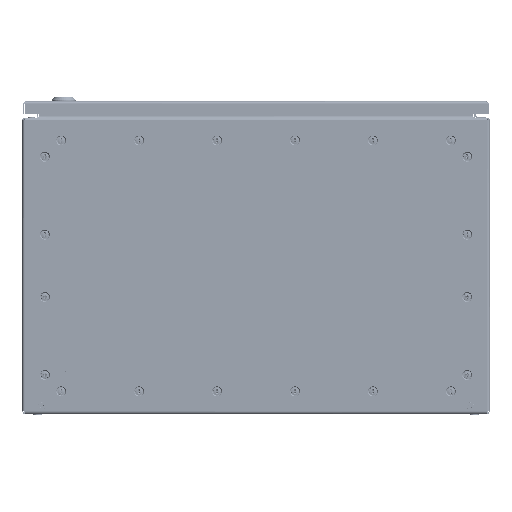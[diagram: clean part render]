
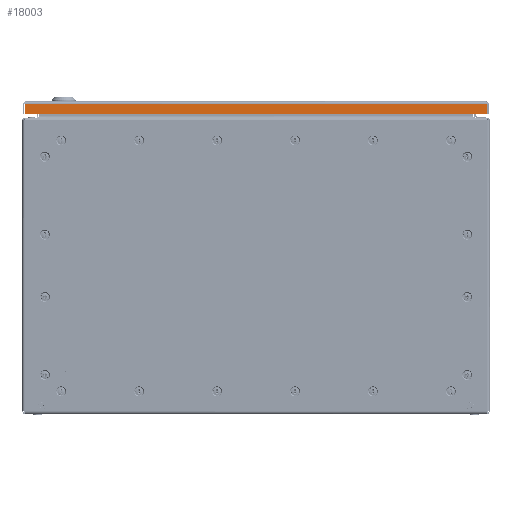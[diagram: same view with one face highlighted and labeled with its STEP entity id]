
A CAD part, front view. The second image highlights one B-rep face of the part: STEP entity #18003.
In plain terms, the highlighted planar face has unit normal (0, -1, 0).
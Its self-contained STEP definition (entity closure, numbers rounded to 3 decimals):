
#1272 = ORIENTED_EDGE ( 'NONE', *, *, #19855, .T. ) ;
#2986 = FACE_OUTER_BOUND ( 'NONE', #59457, .T. ) ;
#5045 = CARTESIAN_POINT ( 'NONE',  ( 296.746, -598., -3.4 ) ) ;
#7461 = CARTESIAN_POINT ( 'NONE',  ( -296.746, -598., -16.5 ) ) ;
#8386 = CARTESIAN_POINT ( 'NONE',  ( 298.5, -598., -3.4 ) ) ;
#14035 = AXIS2_PLACEMENT_3D ( 'NONE', #71197, #62588, #71604 ) ;
#18003 = ADVANCED_FACE ( 'NONE', ( #2986 ), #118268, .F. ) ;
#19855 = EDGE_CURVE ( 'NONE', #113096, #74459, #83212, .T. ) ;
#35731 = ORIENTED_EDGE ( 'NONE', *, *, #38290, .F. ) ;
#38290 = EDGE_CURVE ( 'NONE', #71998, #58114, #71526, .T. ) ;
#38646 = ORIENTED_EDGE ( 'NONE', *, *, #62605, .T. ) ;
#46867 = VECTOR ( 'NONE', #113991, 1000. ) ;
#50956 = VECTOR ( 'NONE', #63492, 1000. ) ;
#51170 = DIRECTION ( 'NONE',  ( 0., 0., -1. ) ) ;
#58114 = VERTEX_POINT ( 'NONE', #5045 ) ;
#59457 = EDGE_LOOP ( 'NONE', ( #117372, #35731, #38646, #1272 ) ) ;
#62588 = DIRECTION ( 'NONE',  ( 0., 1., 0. ) ) ;
#62605 = EDGE_CURVE ( 'NONE', #71998, #113096, #101155, .T. ) ;
#63492 = DIRECTION ( 'NONE',  ( 1., 0., 0. ) ) ;
#64041 = CARTESIAN_POINT ( 'NONE',  ( -296.746, -598., -3.4 ) ) ;
#71197 = CARTESIAN_POINT ( 'NONE',  ( 0., -598., 0. ) ) ;
#71526 = LINE ( 'NONE', #8386, #50956 ) ;
#71604 = DIRECTION ( 'NONE',  ( 0., 0., 1. ) ) ;
#71998 = VERTEX_POINT ( 'NONE', #64041 ) ;
#74026 = EDGE_CURVE ( 'NONE', #58114, #74459, #99578, .T. ) ;
#74459 = VERTEX_POINT ( 'NONE', #86371 ) ;
#82151 = VECTOR ( 'NONE', #51170, 1000. ) ;
#83212 = LINE ( 'NONE', #100982, #119914 ) ;
#86371 = CARTESIAN_POINT ( 'NONE',  ( 296.746, -598., -16.5 ) ) ;
#86922 = CARTESIAN_POINT ( 'NONE',  ( 296.746, -598., -1.4 ) ) ;
#99578 = LINE ( 'NONE', #86922, #46867 ) ;
#100982 = CARTESIAN_POINT ( 'NONE',  ( 0., -598., -16.5 ) ) ;
#101155 = LINE ( 'NONE', #117487, #82151 ) ;
#101372 = DIRECTION ( 'NONE',  ( 1., 0., 0. ) ) ;
#113096 = VERTEX_POINT ( 'NONE', #7461 ) ;
#113991 = DIRECTION ( 'NONE',  ( 0., 0., -1. ) ) ;
#117372 = ORIENTED_EDGE ( 'NONE', *, *, #74026, .F. ) ;
#117487 = CARTESIAN_POINT ( 'NONE',  ( -296.746, -598., 0. ) ) ;
#118268 = PLANE ( 'NONE',  #14035 ) ;
#119914 = VECTOR ( 'NONE', #101372, 1000. ) ;
